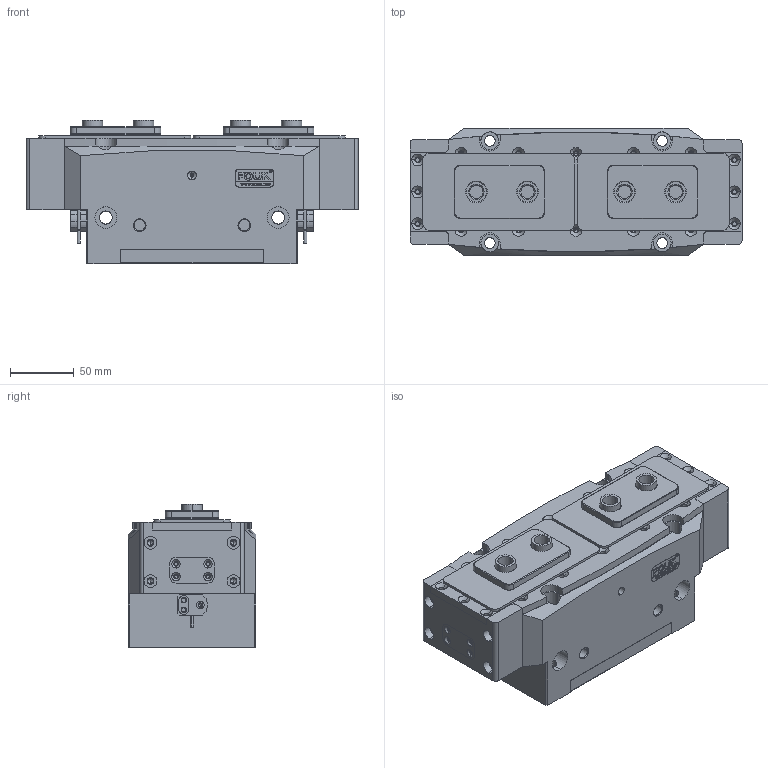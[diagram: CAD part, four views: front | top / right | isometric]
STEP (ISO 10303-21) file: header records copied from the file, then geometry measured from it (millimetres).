
FILE_DESCRIPTION (( 'STEP AP203' ), '1' );
FILE_NAME ('TR102-200-P.STEP', '2024-11-19T05:52:05', ( 'USER-' ), ( 'Microsoft' ), 'SwSTEP 2.0', 'SolidWorks 2018', '' );
FILE_SCHEMA (( 'CONFIG_CONTROL_DESIGN' ));
Length unit declared in the file: millimetre
Products named in the file (26): TR102-200-P杅耀.sldasm-Part-2; 8-30 換覜ん; TR102-200-P; TR102-200-P杅耀.sldasm-Part-14; TR102-200-M-01-A 褲极耀倰; TR102-200-P杅耀.sldasm-Part-3; 30x14-R3; TR102-200-P杅耀.sldasm-Part-18; TR102-200-P杅耀.sldasm-Part-1; 揤輸蚾饜极; TR102-200-P杅耀.sldasm-Part-13; TR102-200-P杅耀.sldasm-Part-12; 埴翐芛_GB_FASTENER_SCREWS_HSHCS M2X8-N; TR200猾裔-耀倰; TR102-200-P杅耀.sldasm-Part-11; TR200賑輸-耀倰; TR102-200-P杅耀.sldasm-Part-15; TR102-200-P杅耀.sldasm-Part-5; TR102-200-P杅耀.sldasm-Part-9; TR102-200-P杅耀.sldasm-Part-17; 羲壽標釱B; 揤輸杅耀.sldasm-Part-9; TR102-200-P杅耀.sldasm-Part-16; TR102-200-P杅耀.sldasm-Part-10; TR102-200梓袧遴; TR102-200-P杅耀.sldasm-Part-4
Assembly tree (30 placements, depth 4):
  TR102-200-P
    TR102-200-P杅耀.sldasm-Part-1
    TR102-200-P杅耀.sldasm-Part-2
    TR102-200-P杅耀.sldasm-Part-3
    TR102-200-P杅耀.sldasm-Part-4
    TR102-200-P杅耀.sldasm-Part-5
    TR102-200-P杅耀.sldasm-Part-9
    TR102-200-P杅耀.sldasm-Part-10
    TR102-200-P杅耀.sldasm-Part-11
    TR102-200-P杅耀.sldasm-Part-12
    TR102-200-P杅耀.sldasm-Part-13
    TR102-200-P杅耀.sldasm-Part-14
    TR102-200-P杅耀.sldasm-Part-15
    TR102-200-P杅耀.sldasm-Part-16
    TR102-200-P杅耀.sldasm-Part-17
    TR102-200-P杅耀.sldasm-Part-18
    TR102-200梓袧遴
      TR102-200-M-01-A 褲极耀倰
      TR200賑輸-耀倰  x2
      8-30 換覜ん  x2
      TR200猾裔-耀倰
      揤輸蚾饜极  x2
        揤輸杅耀.sldasm-Part-9
        埴翐芛_GB_FASTENER_SCREWS_HSHCS M2X8-N
      30x14-R3
      羲壽標釱B  x2
Bounding box: 260 x 100 x 112 mm (x, y, z)
Volume: 1917513 mm3; surface area: 341531.9 mm2
Topology: 30 solids, 36 shells, 1785 faces, 4545 edges, 2862 vertices
Faces by surface type: plane 745, cylinder 551, cone 316, bspline 149, torus 24
Entity records: 56038 total; most frequent: CARTESIAN_POINT 15242, ORIENTED_EDGE 7892, DIRECTION 7752, EDGE_CURVE 3946, AXIS2_PLACEMENT_3D 2709, VERTEX_POINT 2533, VECTOR 2334, LINE 2334
